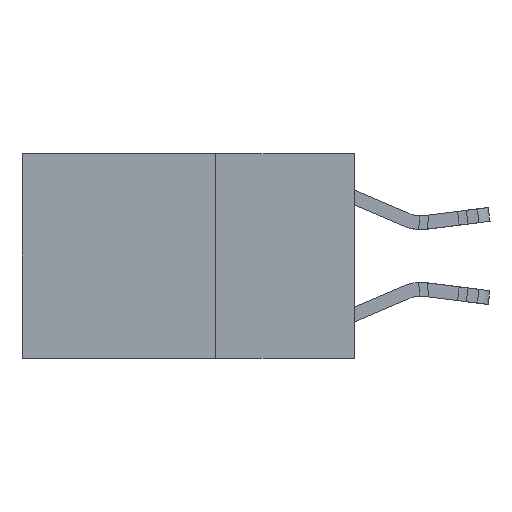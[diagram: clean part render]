
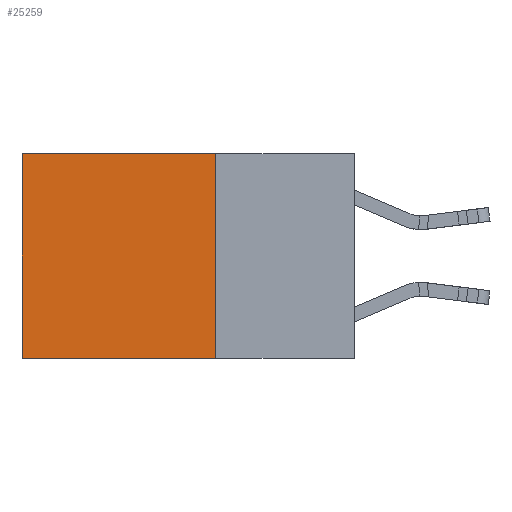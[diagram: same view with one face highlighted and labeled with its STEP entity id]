
A CAD part, left-side view. The second image highlights one B-rep face of the part: STEP entity #25259.
In plain terms, the highlighted planar face has unit normal (-1, 0, 0).
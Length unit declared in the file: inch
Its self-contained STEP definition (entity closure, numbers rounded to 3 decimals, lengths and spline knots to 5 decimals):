
#885 = CARTESIAN_POINT ( 'NONE',  ( 0.2625, 0.25, 0. ) ) ;
#1219 = DIRECTION ( 'NONE',  ( 0., 1., 0. ) ) ;
#1448 = AXIS2_PLACEMENT_3D ( 'NONE', #10955, #6367, #10839 ) ;
#1895 = VERTEX_POINT ( 'NONE', #3561 ) ;
#2335 = ORIENTED_EDGE ( 'NONE', *, *, #24981, .T. ) ;
#3314 = LINE ( 'NONE', #23249, #26030 ) ;
#3561 = CARTESIAN_POINT ( 'NONE',  ( 0.2625, 0.25, 0. ) ) ;
#4974 = DIRECTION ( 'NONE',  ( 0., 0., -1. ) ) ;
#5776 = LINE ( 'NONE', #10654, #15831 ) ;
#6367 = DIRECTION ( 'NONE',  ( 1., 0., 0. ) ) ;
#6589 = CARTESIAN_POINT ( 'NONE',  ( 0.2625, 0.25, -0.37 ) ) ;
#7458 = VERTEX_POINT ( 'NONE', #16963 ) ;
#9438 = CARTESIAN_POINT ( 'NONE',  ( 0.2625, 0.6, 0. ) ) ;
#10654 = CARTESIAN_POINT ( 'NONE',  ( 0.2625, 0.25, 0. ) ) ;
#10839 = DIRECTION ( 'NONE',  ( 0., 0., -1. ) ) ;
#10955 = CARTESIAN_POINT ( 'NONE',  ( 0.2625, 0.25, 0. ) ) ;
#11594 = VECTOR ( 'NONE', #4974, 39.37008 ) ;
#12336 = LINE ( 'NONE', #885, #11594 ) ;
#12568 = VECTOR ( 'NONE', #14021, 39.37008 ) ;
#13242 = PLANE ( 'NONE',  #1448 ) ;
#13498 = EDGE_CURVE ( 'NONE', #1895, #27679, #5776, .T. ) ;
#13728 = VERTEX_POINT ( 'NONE', #6589 ) ;
#13937 = EDGE_LOOP ( 'NONE', ( #2335, #20750, #19075, #23206 ) ) ;
#14021 = DIRECTION ( 'NONE',  ( 0., 1., 0. ) ) ;
#14029 = LINE ( 'NONE', #27896, #12568 ) ;
#15831 = VECTOR ( 'NONE', #1219, 39.37008 ) ;
#16963 = CARTESIAN_POINT ( 'NONE',  ( 0.2625, 0.6, -0.37 ) ) ;
#19075 = ORIENTED_EDGE ( 'NONE', *, *, #25132, .F. ) ;
#20750 = ORIENTED_EDGE ( 'NONE', *, *, #30325, .F. ) ;
#23206 = ORIENTED_EDGE ( 'NONE', *, *, #13498, .T. ) ;
#23249 = CARTESIAN_POINT ( 'NONE',  ( 0.2625, 0.6, 0. ) ) ;
#24981 = EDGE_CURVE ( 'NONE', #27679, #7458, #3314, .T. ) ;
#25132 = EDGE_CURVE ( 'NONE', #1895, #13728, #12336, .T. ) ;
#25259 = ADVANCED_FACE ( 'NONE', ( #28596 ), #13242, .F. ) ;
#26030 = VECTOR ( 'NONE', #30448, 39.37008 ) ;
#27679 = VERTEX_POINT ( 'NONE', #9438 ) ;
#27896 = CARTESIAN_POINT ( 'NONE',  ( 0.2625, 0.25, -0.37 ) ) ;
#28596 = FACE_OUTER_BOUND ( 'NONE', #13937, .T. ) ;
#30325 = EDGE_CURVE ( 'NONE', #13728, #7458, #14029, .T. ) ;
#30448 = DIRECTION ( 'NONE',  ( 0., 0., -1. ) ) ;
